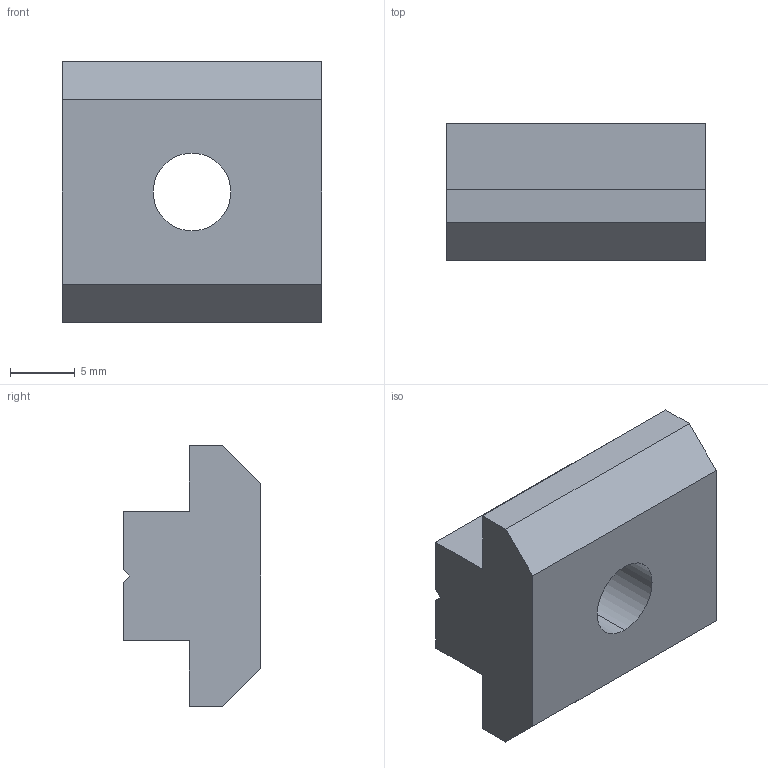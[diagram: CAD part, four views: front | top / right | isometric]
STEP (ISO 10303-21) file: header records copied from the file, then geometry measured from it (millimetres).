
FILE_DESCRIPTION(('STEP AP214'),'1');
FILE_NAME('cctmp_59E52FA8-450D-4FE1-9ADB-62B9215D65BB_2020_1_13_11_10_30_420..stp','2020-01-13T10:10:30',('Bosch Rexroth AG'),('CADClick - www.CADClick.com'),'Spatial InterOp 3D',' ','unknown authorization - (Healing Option Enabled)');
FILE_SCHEMA(('AUTOMOTIVE_DESIGN'));
Length unit declared in the file: millimetre
Products named in the file (1): 2020_01_13__11-10-30-420
Bounding box: 20 x 10.6 x 20.1 mm (x, y, z)
Volume: 2753.6 mm3; surface area: 1612.7 mm2
Topology: 1 solids, 1 shells, 19 faces, 54 edges, 36 vertices
Faces by surface type: plane 17, cylinder 2
Entity records: 798 total; most frequent: CARTESIAN_POINT 122, ORIENTED_EDGE 108, DIRECTION 96, EDGE_CURVE 54, LINE 44, VECTOR 44, VERTEX_POINT 36, AXIS2_PLACEMENT_3D 26
